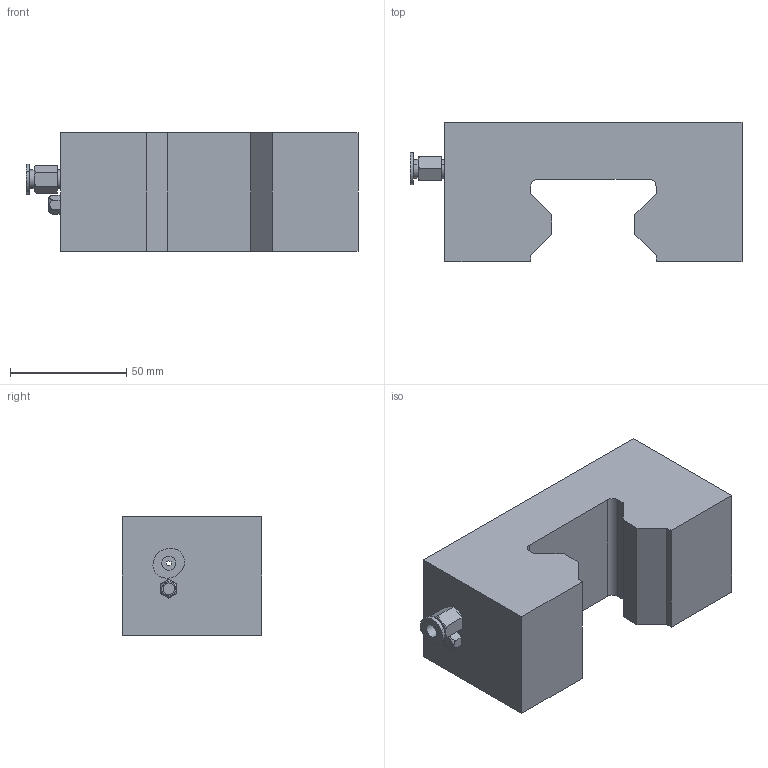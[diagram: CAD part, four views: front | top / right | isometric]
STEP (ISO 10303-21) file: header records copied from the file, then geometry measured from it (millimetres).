
FILE_DESCRIPTION (( 'STEP AP214' ), '1' );
FILE_NAME ('CP55R.STEP', '2019-10-08T07:55:35', ( 'USER-' ), ( 'MS' ), 'SwSTEP 2.0', 'SolidWorks 2012', '' );
FILE_SCHEMA (( 'AUTOMOTIVE_DESIGN' ));
Length unit declared in the file: millimetre
Products named in the file (1): CP55R
Bounding box: 143 x 60 x 51 mm (x, y, z)
Volume: 302698.8 mm3; surface area: 43756.6 mm2
Topology: 3 solids, 5 shells, 124 faces, 284 edges, 174 vertices
Faces by surface type: plane 52, cylinder 32, cone 28, torus 10, bspline 2
Entity records: 5108 total; most frequent: CARTESIAN_POINT 917, DIRECTION 588, ORIENTED_EDGE 552, EDGE_CURVE 276, AXIS2_PLACEMENT_3D 221, VERTEX_POINT 174, VECTOR 146, LINE 146
